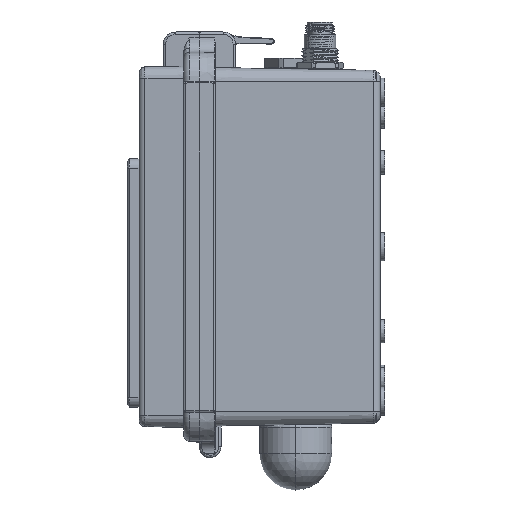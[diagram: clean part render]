
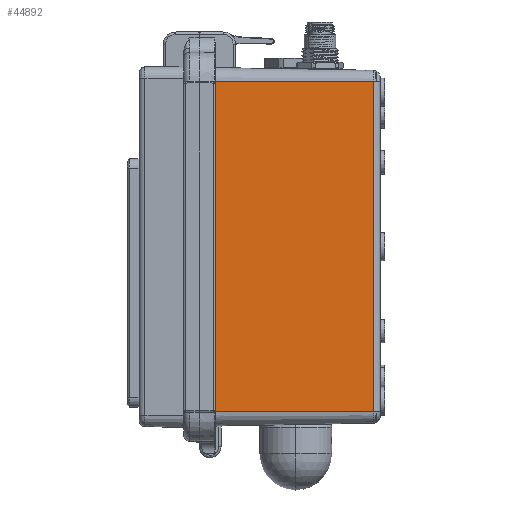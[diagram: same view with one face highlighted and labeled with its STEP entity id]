
A CAD part, left-side view. The second image highlights one B-rep face of the part: STEP entity #44892.
In plain terms, the highlighted planar face has unit normal (-1, -0.018, 0).
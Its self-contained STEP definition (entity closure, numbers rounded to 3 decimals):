
#16581=DIRECTION('',(0.,0.,-1.));
#16582=VECTOR('',#16581,136.9);
#16583=CARTESIAN_POINT('',(-97.942,4.948,68.45));
#16584=LINE('',#16583,#16582);
#16651=DIRECTION('',(-0.017,1.,0.));
#16652=VECTOR('',#16651,65.562);
#16653=CARTESIAN_POINT('',(-97.942,4.948,-68.45));
#16654=LINE('',#16653,#16652);
#16659=DIRECTION('',(0.,0.,-1.));
#16660=VECTOR('',#16659,136.9);
#16661=CARTESIAN_POINT('',(-99.087,70.5,68.45));
#16662=LINE('',#16661,#16660);
#16667=DIRECTION('',(0.017,-1.,0.));
#16668=VECTOR('',#16667,65.562);
#16669=CARTESIAN_POINT('',(-99.087,70.5,68.45));
#16670=LINE('',#16669,#16668);
#28435=CARTESIAN_POINT('',(-97.942,4.948,68.45));
#28436=CARTESIAN_POINT('',(-97.942,4.948,-68.45));
#28437=VERTEX_POINT('',#28435);
#28438=VERTEX_POINT('',#28436);
#28916=CARTESIAN_POINT('',(-99.087,70.5,-68.45));
#28917=VERTEX_POINT('',#28916);
#28922=CARTESIAN_POINT('',(-99.087,70.5,68.45));
#28923=VERTEX_POINT('',#28922);
#44880=CARTESIAN_POINT('',(-99.2,77.,-68.45));
#44881=DIRECTION('',(-1.,-0.017,0.));
#44882=DIRECTION('',(0.017,-1.,0.));
#44883=AXIS2_PLACEMENT_3D('',#44880,#44881,#44882);
#44884=PLANE('',#44883);
#44885=ORIENTED_EDGE('',*,*,#33789,.F.);
#44887=ORIENTED_EDGE('',*,*,#44886,.T.);
#44888=ORIENTED_EDGE('',*,*,#44814,.T.);
#44889=ORIENTED_EDGE('',*,*,#44873,.T.);
#44890=EDGE_LOOP('',(#44885,#44887,#44888,#44889));
#44891=FACE_OUTER_BOUND('',#44890,.F.);
#44892=ADVANCED_FACE('',(#44891),#44884,.T.);
#33789=EDGE_CURVE('',#28923,#28917,#16662,.T.);
#44814=EDGE_CURVE('',#28437,#28438,#16584,.T.);
#44873=EDGE_CURVE('',#28438,#28917,#16654,.T.);
#44886=EDGE_CURVE('',#28923,#28437,#16670,.T.);
